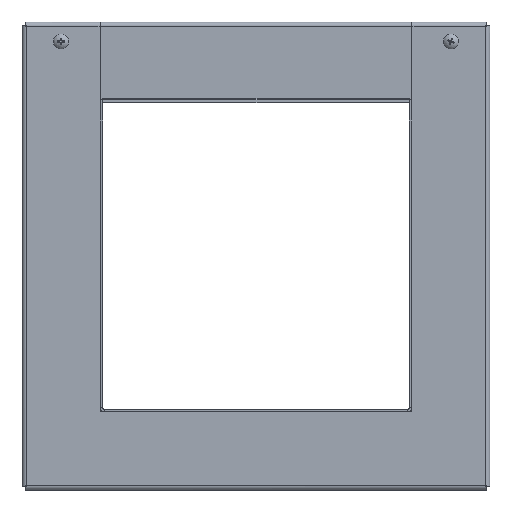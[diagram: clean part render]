
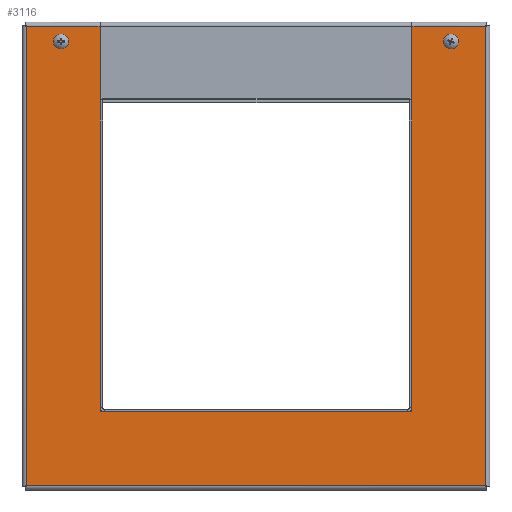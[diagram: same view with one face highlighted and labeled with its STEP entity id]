
A CAD part, top view. The second image highlights one B-rep face of the part: STEP entity #3116.
In plain terms, the highlighted planar face has unit normal (0, 0, 1).
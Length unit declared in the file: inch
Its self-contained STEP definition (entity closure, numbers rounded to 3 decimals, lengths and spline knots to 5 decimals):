
#111=PLANE('',#3324);
#231=LINE('',#4442,#495);
#247=LINE('',#4519,#511);
#262=LINE('',#4619,#526);
#277=LINE('',#4720,#541);
#293=LINE('',#4790,#557);
#308=LINE('',#4881,#572);
#311=LINE('',#4888,#575);
#312=LINE('',#4889,#576);
#495=VECTOR('',#3607,1.89475);
#511=VECTOR('',#3641,11.7895);
#526=VECTOR('',#3670,11.7895);
#541=VECTOR('',#3699,1.89475);
#557=VECTOR('',#3735,11.7895);
#572=VECTOR('',#3764,9.89475);
#575=VECTOR('',#3771,8.);
#576=VECTOR('',#3772,9.89475);
#786=FACE_BOUND('',#1090,.T.);
#787=FACE_BOUND('',#1091,.T.);
#874=FACE_OUTER_BOUND('',#1089,.T.);
#1089=EDGE_LOOP('',(#2251,#2252,#2253,#2254,#2255,#2256,#2257,#2258));
#1090=EDGE_LOOP('',(#2259));
#1091=EDGE_LOOP('',(#2260));
#1267=CIRCLE('',#3277,0.125);
#1269=CIRCLE('',#3280,0.125);
#1368=VERTEX_POINT('',#4428);
#1370=VERTEX_POINT('',#4433);
#1373=VERTEX_POINT('',#4439);
#1374=VERTEX_POINT('',#4441);
#1385=VERTEX_POINT('',#4518);
#1395=VERTEX_POINT('',#4618);
#1405=VERTEX_POINT('',#4711);
#1406=VERTEX_POINT('',#4719);
#1424=VERTEX_POINT('',#4879);
#1426=VERTEX_POINT('',#4887);
#1625=EDGE_CURVE('',#1368,#1368,#1267,.T.);
#1627=EDGE_CURVE('',#1370,#1370,#1269,.T.);
#1630=EDGE_CURVE('',#1374,#1373,#231,.T.);
#1650=EDGE_CURVE('',#1385,#1374,#247,.T.);
#1669=EDGE_CURVE('',#1395,#1385,#262,.T.);
#1688=EDGE_CURVE('',#1406,#1405,#277,.T.);
#1708=EDGE_CURVE('',#1405,#1395,#293,.T.);
#1726=EDGE_CURVE('',#1373,#1424,#308,.T.);
#1729=EDGE_CURVE('',#1424,#1426,#311,.T.);
#1730=EDGE_CURVE('',#1426,#1406,#312,.T.);
#2251=ORIENTED_EDGE('',*,*,#1630,.T.);
#2252=ORIENTED_EDGE('',*,*,#1726,.T.);
#2253=ORIENTED_EDGE('',*,*,#1729,.T.);
#2254=ORIENTED_EDGE('',*,*,#1730,.T.);
#2255=ORIENTED_EDGE('',*,*,#1688,.T.);
#2256=ORIENTED_EDGE('',*,*,#1708,.T.);
#2257=ORIENTED_EDGE('',*,*,#1669,.T.);
#2258=ORIENTED_EDGE('',*,*,#1650,.T.);
#2259=ORIENTED_EDGE('',*,*,#1625,.T.);
#2260=ORIENTED_EDGE('',*,*,#1627,.T.);
#3116=ADVANCED_FACE('',(#874,#786,#787),#111,.T.);
#3277=AXIS2_PLACEMENT_3D('',#4429,#3594,#3595);
#3280=AXIS2_PLACEMENT_3D('',#4434,#3600,#3601);
#3324=AXIS2_PLACEMENT_3D('',#4886,#3769,#3770);
#3594=DIRECTION('center_axis',(0.,0.,-1.));
#3595=DIRECTION('ref_axis',(-1.,0.,0.));
#3600=DIRECTION('center_axis',(0.,0.,-1.));
#3601=DIRECTION('ref_axis',(-1.,0.,0.));
#3607=DIRECTION('',(-1.,0.,0.));
#3641=DIRECTION('',(0.,1.,0.));
#3670=DIRECTION('',(1.,0.,0.));
#3699=DIRECTION('',(-1.,0.,0.));
#3735=DIRECTION('',(0.,-1.,0.));
#3764=DIRECTION('',(0.,-1.,0.));
#3769=DIRECTION('center_axis',(0.,0.,1.));
#3770=DIRECTION('ref_axis',(1.,0.,0.));
#3771=DIRECTION('',(-1.,0.,0.));
#3772=DIRECTION('',(0.,1.,0.));
#4428=CARTESIAN_POINT('',(-4.875,5.5,0.074));
#4429=CARTESIAN_POINT('Origin',(-5.,5.5,0.074));
#4433=CARTESIAN_POINT('',(5.125,5.5,0.074));
#4434=CARTESIAN_POINT('Origin',(5.,5.5,0.074));
#4439=CARTESIAN_POINT('',(4.,5.89475,0.074));
#4441=CARTESIAN_POINT('',(5.89475,5.89475,0.074));
#4442=CARTESIAN_POINT('',(2.94738,5.89475,0.074));
#4518=CARTESIAN_POINT('',(5.89475,-5.89475,0.074));
#4519=CARTESIAN_POINT('',(5.89475,-2.94738,0.074));
#4618=CARTESIAN_POINT('',(-5.89475,-5.89475,0.074));
#4619=CARTESIAN_POINT('',(-2.94738,-5.89475,0.074));
#4711=CARTESIAN_POINT('',(-5.89475,5.89475,0.074));
#4719=CARTESIAN_POINT('',(-4.,5.89475,0.074));
#4720=CARTESIAN_POINT('',(-2.,5.89475,0.074));
#4790=CARTESIAN_POINT('',(-5.89475,2.94738,0.074));
#4879=CARTESIAN_POINT('',(4.,-4.,0.074));
#4881=CARTESIAN_POINT('',(4.,3.,0.074));
#4886=CARTESIAN_POINT('Origin',(0.,0.,
0.074));
#4887=CARTESIAN_POINT('',(-4.,-4.,0.074));
#4888=CARTESIAN_POINT('',(2.,-4.,0.074));
#4889=CARTESIAN_POINT('',(-4.,-2.,0.074));
